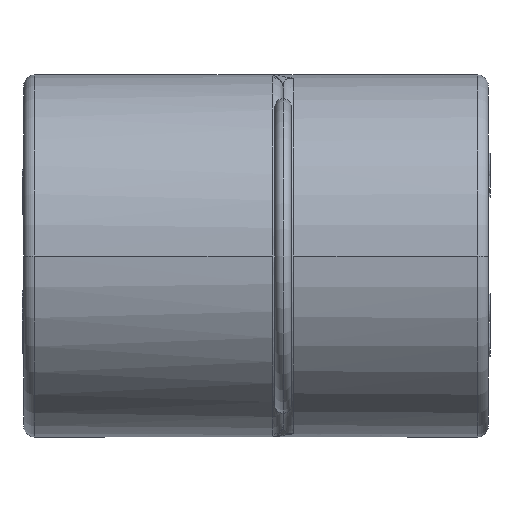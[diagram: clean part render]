
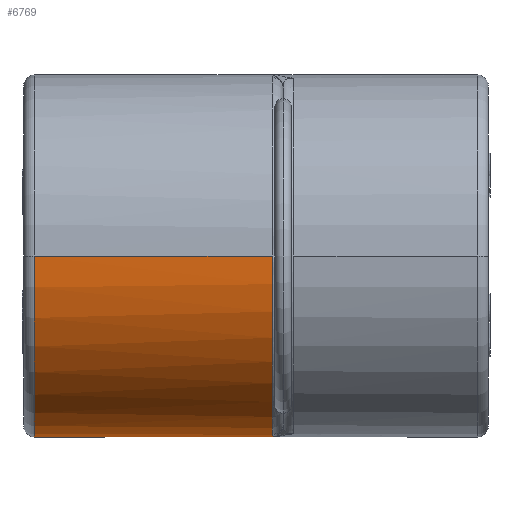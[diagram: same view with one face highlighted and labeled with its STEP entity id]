
A CAD part, front view. The second image highlights one B-rep face of the part: STEP entity #6769.
In plain terms, the highlighted cylindrical face has radius 33.5 mm (diameter 67 mm), a partial arc.
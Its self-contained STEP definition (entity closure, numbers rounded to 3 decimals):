
#168=CARTESIAN_POINT('',(-12.,0.,0.));
#169=DIRECTION('',(1.,0.,0.));
#170=DIRECTION('',(0.,0.19,-0.982));
#171=AXIS2_PLACEMENT_3D('',#168,#169,#170);
#173=DIRECTION('',(-1.,0.,0.));
#174=VECTOR('',#173,34.);
#175=CARTESIAN_POINT('',(-12.,33.5,0.));
#176=LINE('',#175,#174);
#177=CARTESIAN_POINT('',(-46.,0.,0.));
#178=DIRECTION('',(-1.,0.,0.));
#179=DIRECTION('',(0.,1.,0.));
#180=AXIS2_PLACEMENT_3D('',#177,#178,#179);
#182=DIRECTION('',(-1.,0.,0.));
#183=VECTOR('',#182,44.);
#184=CARTESIAN_POINT('',(-2.,-33.5,0.));
#185=LINE('',#184,#183);
#186=CARTESIAN_POINT('',(-2.,0.,0.));
#187=DIRECTION('',(1.,0.,0.));
#188=DIRECTION('',(0.,-1.,0.));
#189=AXIS2_PLACEMENT_3D('',#186,#187,#188);
#191=CARTESIAN_POINT('',(-2.,-5.495,-33.046));
#192=CARTESIAN_POINT('',(-2.,-5.048,
-33.121));
#193=CARTESIAN_POINT('',(-1.985,-4.189,
-33.245));
#194=CARTESIAN_POINT('',(-1.926,-3.015,
-33.37));
#195=CARTESIAN_POINT('',(-1.837,-1.939,
-33.449));
#196=CARTESIAN_POINT('',(-1.724,-0.955,
-33.491));
#197=CARTESIAN_POINT('',(-1.59,-0.055,
-33.504));
#198=CARTESIAN_POINT('',(-1.439,0.769,
-33.494));
#199=CARTESIAN_POINT('',(-1.274,1.523,-33.468));
#200=CARTESIAN_POINT('',(-1.094,2.213,-33.429));
#201=CARTESIAN_POINT('',(-0.903,2.842,
-33.381));
#202=CARTESIAN_POINT('',(-0.702,3.413,
-33.327));
#203=CARTESIAN_POINT('',(-0.491,3.931,
-33.27));
#204=CARTESIAN_POINT('',(-0.271,4.396,
-33.211));
#205=CARTESIAN_POINT('',(-0.042,4.813,
-33.153));
#206=CARTESIAN_POINT('',(0.196,5.182,-33.097));
#207=CARTESIAN_POINT('',(0.443,5.505,-33.045));
#208=CARTESIAN_POINT('',(0.699,5.782,-32.998));
#209=CARTESIAN_POINT('',(0.875,5.933,-32.971));
#210=CARTESIAN_POINT('',(0.965,6.,-32.958));
#212=DIRECTION('',(1.,0.,0.));
#213=VECTOR('',#212,11.93);
#214=CARTESIAN_POINT('',(-10.965,6.,-32.958));
#215=LINE('',#214,#213);
#258=CARTESIAN_POINT('',(-10.965,6.,-32.958));
#410=CARTESIAN_POINT('',(-12.,6.381,-32.887));
#444=CARTESIAN_POINT('',(-12.,6.381,-32.887));
#445=CARTESIAN_POINT('',(-11.963,6.343,-32.894));
#446=CARTESIAN_POINT('',(-11.883,6.273,-32.907));
#447=CARTESIAN_POINT('',(-11.75,6.186,-32.924));
#448=CARTESIAN_POINT('',(-11.605,6.116,-32.937));
#449=CARTESIAN_POINT('',(-11.454,6.063,-32.947));
#450=CARTESIAN_POINT('',(-11.301,6.027,-32.953));
#451=CARTESIAN_POINT('',(-11.141,6.005,-32.957));
#452=CARTESIAN_POINT('',(-11.025,6.,-32.958));
#453=CARTESIAN_POINT('',(-10.965,6.,-32.958));
#4973=CARTESIAN_POINT('',(-46.,33.5,0.));
#4974=CARTESIAN_POINT('',(-46.,-33.5,0.));
#4975=VERTEX_POINT('',#4973);
#4976=VERTEX_POINT('',#4974);
#4985=CARTESIAN_POINT('',(-12.,33.5,0.));
#4986=VERTEX_POINT('',#4985);
#4989=VERTEX_POINT('',#191);
#4990=VERTEX_POINT('',#210);
#4993=CARTESIAN_POINT('',(-2.,-33.5,0.));
#4994=VERTEX_POINT('',#4993);
#5001=VERTEX_POINT('',#258);
#5003=VERTEX_POINT('',#410);
#6748=CARTESIAN_POINT('',(-50.4,0.,0.));
#6749=DIRECTION('',(1.,0.,0.));
#6750=DIRECTION('',(0.,-1.,0.));
#6751=AXIS2_PLACEMENT_3D('',#6748,#6749,#6750);
#6752=CYLINDRICAL_SURFACE('',#6751,33.5);
#6754=ORIENTED_EDGE('',*,*,#6753,.F.);
#6756=ORIENTED_EDGE('',*,*,#6755,.F.);
#6758=ORIENTED_EDGE('',*,*,#6757,.T.);
#6760=ORIENTED_EDGE('',*,*,#6759,.T.);
#6762=ORIENTED_EDGE('',*,*,#6761,.T.);
#6764=ORIENTED_EDGE('',*,*,#6763,.F.);
#6765=ORIENTED_EDGE('',*,*,#6588,.T.);
#6766=ORIENTED_EDGE('',*,*,#6738,.T.);
#6767=EDGE_LOOP('',(#6754,#6756,#6758,#6760,#6762,#6764,#6765,#6766));
#6768=FACE_OUTER_BOUND('',#6767,.F.);
#6769=ADVANCED_FACE('',(#6768),#6752,.T.);
#172=CIRCLE('',#171,33.5);
#181=CIRCLE('',#180,33.5);
#190=CIRCLE('',#189,33.5);
#211=B_SPLINE_CURVE_WITH_KNOTS('',3,(#191,#192,#193,#194,#195,#196,#197,#198,
#199,#200,#201,#202,#203,#204,#205,#206,#207,#208,#209,#210),.UNSPECIFIED.,.F.,
.F.,(4,1,1,1,1,1,1,1,1,1,1,1,1,1,1,1,1,4),(0.,0.059,
0.118,0.176,0.235,0.294,
0.353,0.412,0.471,0.529,
0.588,0.647,0.706,0.765,
0.824,0.882,0.941,1.),.UNSPECIFIED.);
#454=B_SPLINE_CURVE_WITH_KNOTS('',3,(#444,#445,#446,#447,#448,#449,#450,#451,
#452,#453),.UNSPECIFIED.,.F.,.F.,(4,1,1,1,1,1,1,4),(0.,0.143,
0.286,0.429,0.571,0.714,
0.857,1.),.UNSPECIFIED.);
#6588=EDGE_CURVE('',#4994,#4989,#190,.T.);
#6738=EDGE_CURVE('',#4989,#4990,#211,.T.);
#6753=EDGE_CURVE('',#5001,#4990,#215,.T.);
#6755=EDGE_CURVE('',#5003,#5001,#454,.T.);
#6757=EDGE_CURVE('',#5003,#4986,#172,.T.);
#6759=EDGE_CURVE('',#4986,#4975,#176,.T.);
#6761=EDGE_CURVE('',#4975,#4976,#181,.T.);
#6763=EDGE_CURVE('',#4994,#4976,#185,.T.);
